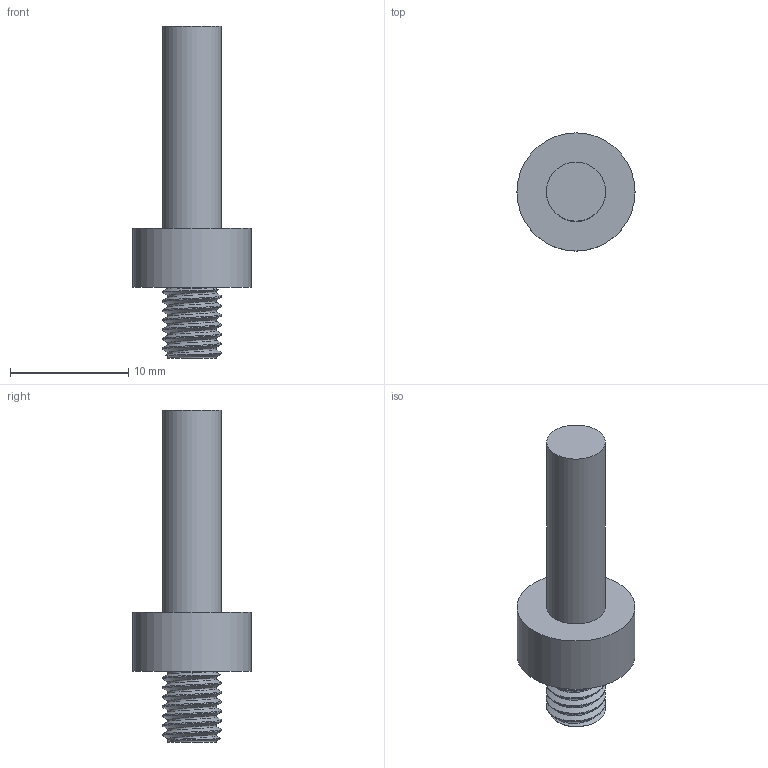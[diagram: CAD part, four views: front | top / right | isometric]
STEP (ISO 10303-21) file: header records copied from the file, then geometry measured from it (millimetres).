
FILE_DESCRIPTION(/* description */ ('STEP AP242','CAx-IF Rec.Pracs.---Representation and Presentation of Product Manufacturing Information (PMI)---4.0---2014-10-13','CAx-IF Rec.Pracs.---3D Tessellated Geometry---0.4---2014-09-14','2;1'),/* implementation_level */ '2;1');
FILE_NAME(/* name */ 'Printed parts - Arm 2 Bolt',/* time_stamp */ '2025-06-17T08:47:39Z',/* author */ (''),/* organization */ (''),/* preprocessor_version */ 'ST-DEVELOPER v20',/* originating_system */ 'ONSHAPE BY PTC INC, 1.199',/* authorisation */ ' ');
FILE_SCHEMA (('AP242_MANAGED_MODEL_BASED_3D_ENGINEERING_MIM_LF { 1 0 10303 442 1 1 4 }'));
Length unit declared in the file: metre
Products named in the file (1): Arm 2 Bolt
Bounding box: 10 x 10 x 28.1 mm (x, y, z)
Volume: 824.1 mm3; surface area: 721.6 mm2
Topology: 1 solids, 1 shells, 14 faces, 24 edges, 14 vertices
Faces by surface type: plane 4, bspline 3, cylinder 3, cone 2, torus 2
Full cylindrical faces by diameter (mm): 5 x1, 10 x1
Entity records: 1433 total; most frequent: CARTESIAN_POINT 1172, DIRECTION 50, ORIENTED_EDGE 44, AXIS2_PLACEMENT_3D 24, EDGE_CURVE 22, EDGE_LOOP 18, FACE_BOUND 18, VERTEX_POINT 14
